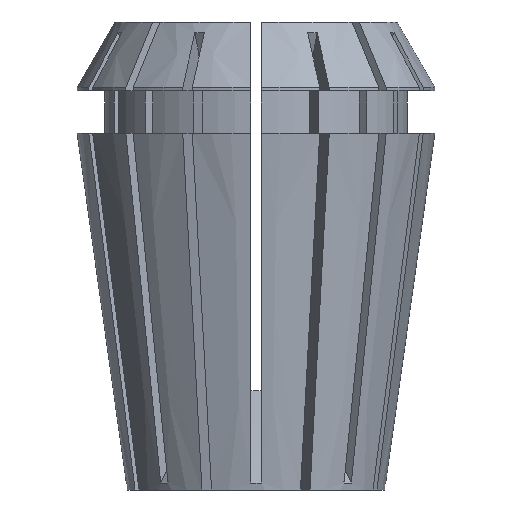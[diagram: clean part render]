
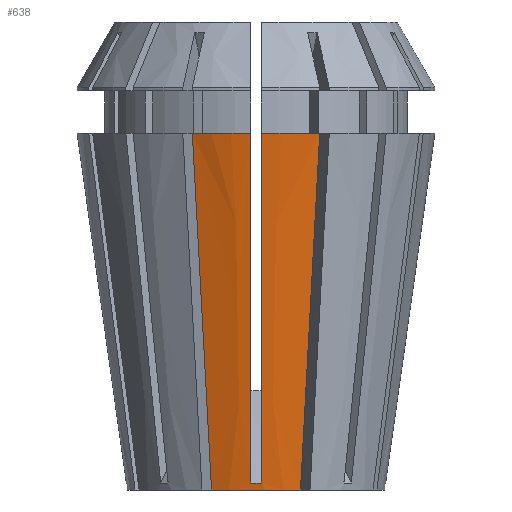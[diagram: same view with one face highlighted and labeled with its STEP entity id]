
A CAD part, left-side view. The second image highlights one B-rep face of the part: STEP entity #638.
In plain terms, the highlighted conical face has half-angle 8 degrees and reference radius 9.36 mm.
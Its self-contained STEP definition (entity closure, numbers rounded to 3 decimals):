
#232 = DIRECTION ( 'NONE',  ( -1., 0., 0. ) ) ;
#313 = CARTESIAN_POINT ( 'NONE',  ( -11.422, -0.375, 14.713 ) ) ;
#331 = CARTESIAN_POINT ( 'NONE',  ( -9.424, -0.375, 0.508 ) ) ;
#366 = CARTESIAN_POINT ( 'NONE',  ( -9.556, -0.375, 1.447 ) ) ;
#638 = ADVANCED_FACE ( 'NONE', ( #4591 ), #1501, .T. ) ;
#673 = CARTESIAN_POINT ( 'NONE',  ( -12.995, -0.375, 25.9 ) ) ;
#679 = B_SPLINE_CURVE_WITH_KNOTS ( 'NONE', 3,
 ( #3935, #723, #1586, #1527, #4861, #1918, #3573 ),
 .UNSPECIFIED., .F., .F.,
 ( 4, 3, 4 ),
 ( 0., 0.023, 0.026 ),
 .UNSPECIFIED. ) ;
#695 = CARTESIAN_POINT ( 'NONE',  ( -9.556, 0.375, 1.447 ) ) ;
#723 = CARTESIAN_POINT ( 'NONE',  ( -11.171, -4.221, 18.366 ) ) ;
#728 = CARTESIAN_POINT ( 'NONE',  ( -12.738, -0.375, 24.069 ) ) ;
#780 = CARTESIAN_POINT ( 'NONE',  ( -12.995, 0.375, 25.9 ) ) ;
#839 = ORIENTED_EDGE ( 'NONE', *, *, #955, .F. ) ;
#884 = VERTEX_POINT ( 'NONE', #4558 ) ;
#889 = AXIS2_PLACEMENT_3D ( 'NONE', #2668, #3477, #232 ) ;
#937 = VERTEX_POINT ( 'NONE', #3706 ) ;
#955 = EDGE_CURVE ( 'NONE', #884, #4378, #3361, .T. ) ;
#1090 = AXIS2_PLACEMENT_3D ( 'NONE', #3399, #2975, #3791 ) ;
#1114 = EDGE_CURVE ( 'NONE', #4752, #937, #4836, .T. ) ;
#1215 = EDGE_CURVE ( 'NONE', #5100, #5269, #2957, .T. ) ;
#1247 = CARTESIAN_POINT ( 'NONE',  ( -12.149, 4.626, 25.9 ) ) ;
#1292 = EDGE_CURVE ( 'NONE', #5269, #937, #4932, .T. ) ;
#1501 = CONICAL_SURFACE ( 'NONE', #1090, 9.36, 0.14 ) ;
#1520 = CARTESIAN_POINT ( 'NONE',  ( -12.738, 0.375, 24.069 ) ) ;
#1527 = CARTESIAN_POINT ( 'NONE',  ( -9.213, -3.41, 3.298 ) ) ;
#1550 = CARTESIAN_POINT ( 'NONE',  ( -10.621, -0.375, 9.018 ) ) ;
#1586 = CARTESIAN_POINT ( 'NONE',  ( -10.192, -3.816, 10.832 ) ) ;
#1588 = CARTESIAN_POINT ( 'NONE',  ( -12.223, -0.375, 20.408 ) ) ;
#1647 = CARTESIAN_POINT ( 'NONE',  ( -8.784, 3.233, 0. ) ) ;
#1659 = CARTESIAN_POINT ( 'NONE',  ( -8.927, 3.292, 1.099 ) ) ;
#1671 = CARTESIAN_POINT ( 'NONE',  ( -12.149, 4.626, 25.9 ) ) ;
#1709 = DIRECTION ( 'NONE',  ( -1., 0., 0. ) ) ;
#1718 = CARTESIAN_POINT ( 'NONE',  ( -8.784, -3.233, 0. ) ) ;
#1728 = CARTESIAN_POINT ( 'NONE',  ( 0., 0., 0. ) ) ;
#1918 = CARTESIAN_POINT ( 'NONE',  ( -8.927, -3.292, 1.099 ) ) ;
#1982 = CARTESIAN_POINT ( 'NONE',  ( -11.422, 0.375, 14.713 ) ) ;
#2059 = CARTESIAN_POINT ( 'NONE',  ( -11.171, 4.221, 18.366 ) ) ;
#2328 = CARTESIAN_POINT ( 'NONE',  ( -12.149, -4.626, 25.9 ) ) ;
#2353 = CARTESIAN_POINT ( 'NONE',  ( -12.995, 0.375, 25.9 ) ) ;
#2388 = CARTESIAN_POINT ( 'NONE',  ( -9.688, 0.375, 2.385 ) ) ;
#2460 = AXIS2_PLACEMENT_3D ( 'NONE', #4128, #4639, #4592 ) ;
#2529 = CARTESIAN_POINT ( 'NONE',  ( -9.424, -0.375, 0.508 ) ) ;
#2614 = EDGE_CURVE ( 'NONE', #4857, #4378, #4802, .T. ) ;
#2668 = CARTESIAN_POINT ( 'NONE',  ( 0., 0., 25.9 ) ) ;
#2762 = CARTESIAN_POINT ( 'NONE',  ( -9.688, -0.375, 2.385 ) ) ;
#2957 = CIRCLE ( 'NONE', #889, 13. ) ;
#2975 = DIRECTION ( 'NONE',  ( 0., 0., 1. ) ) ;
#3001 = ORIENTED_EDGE ( 'NONE', *, *, #4191, .F. ) ;
#3125 = ORIENTED_EDGE ( 'NONE', *, *, #3858, .T. ) ;
#3126 = CARTESIAN_POINT ( 'NONE',  ( -12.995, -0.375, 25.9 ) ) ;
#3127 = CARTESIAN_POINT ( 'NONE',  ( -10.621, 0.375, 9.018 ) ) ;
#3140 = EDGE_CURVE ( 'NONE', #5100, #884, #4761, .T. ) ;
#3361 = B_SPLINE_CURVE_WITH_KNOTS ( 'NONE', 3,
 ( #4086, #3728, #4067, #2529 ),
 .UNSPECIFIED., .F., .F.,
 ( 4, 4 ),
 ( 0., 0.001 ),
 .UNSPECIFIED. ) ;
#3399 = CARTESIAN_POINT ( 'NONE',  ( 0., 0., 0. ) ) ;
#3477 = DIRECTION ( 'NONE',  ( 0., 0., -1. ) ) ;
#3573 = CARTESIAN_POINT ( 'NONE',  ( -8.784, -3.233, 0. ) ) ;
#3701 = CARTESIAN_POINT ( 'NONE',  ( -9.07, 3.351, 2.199 ) ) ;
#3702 = ORIENTED_EDGE ( 'NONE', *, *, #1292, .T. ) ;
#3706 = CARTESIAN_POINT ( 'NONE',  ( -8.784, 3.233, 0. ) ) ;
#3728 = CARTESIAN_POINT ( 'NONE',  ( -9.433, 0.125, 0.497 ) ) ;
#3791 = DIRECTION ( 'NONE',  ( 1., 0., 0. ) ) ;
#3858 = EDGE_CURVE ( 'NONE', #4216, #4857, #4024, .T. ) ;
#3935 = CARTESIAN_POINT ( 'NONE',  ( -12.149, -4.626, 25.9 ) ) ;
#3979 = ORIENTED_EDGE ( 'NONE', *, *, #1215, .T. ) ;
#3983 = CARTESIAN_POINT ( 'NONE',  ( -9.82, -0.375, 3.323 ) ) ;
#4024 = CIRCLE ( 'NONE', #2460, 13. ) ;
#4067 = CARTESIAN_POINT ( 'NONE',  ( -9.433, -0.125, 0.497 ) ) ;
#4081 = AXIS2_PLACEMENT_3D ( 'NONE', #1728, #4141, #1709 ) ;
#4086 = CARTESIAN_POINT ( 'NONE',  ( -9.424, 0.375, 0.508 ) ) ;
#4127 = CARTESIAN_POINT ( 'NONE',  ( -9.213, 3.41, 3.298 ) ) ;
#4128 = CARTESIAN_POINT ( 'NONE',  ( 0., 0., 25.9 ) ) ;
#4141 = DIRECTION ( 'NONE',  ( 0., 0., -1. ) ) ;
#4191 = EDGE_CURVE ( 'NONE', #4216, #4752, #679, .T. ) ;
#4216 = VERTEX_POINT ( 'NONE', #2328 ) ;
#4307 = ORIENTED_EDGE ( 'NONE', *, *, #3140, .F. ) ;
#4377 = CARTESIAN_POINT ( 'NONE',  ( -12.48, 0.375, 22.239 ) ) ;
#4378 = VERTEX_POINT ( 'NONE', #4563 ) ;
#4414 = CARTESIAN_POINT ( 'NONE',  ( -9.424, 0.375, 0.508 ) ) ;
#4558 = CARTESIAN_POINT ( 'NONE',  ( -9.424, 0.375, 0.508 ) ) ;
#4563 = CARTESIAN_POINT ( 'NONE',  ( -9.424, -0.375, 0.508 ) ) ;
#4591 = FACE_OUTER_BOUND ( 'NONE', #4680, .T. ) ;
#4592 = DIRECTION ( 'NONE',  ( -1., 0., 0. ) ) ;
#4639 = DIRECTION ( 'NONE',  ( 0., 0., -1. ) ) ;
#4680 = EDGE_LOOP ( 'NONE', ( #3979, #3702, #5069, #3001, #3125, #5022, #839, #4307 ) ) ;
#4752 = VERTEX_POINT ( 'NONE', #1718 ) ;
#4761 = B_SPLINE_CURVE_WITH_KNOTS ( 'NONE', 3,
 ( #2353, #1520, #4377, #5228, #1982, #3127, #4871, #2388, #695, #4414 ),
 .UNSPECIFIED., .F., .F.,
 ( 4, 3, 3, 4 ),
 ( 0.05, 0.056, 0.073, 0.076 ),
 .UNSPECIFIED. ) ;
#4802 = B_SPLINE_CURVE_WITH_KNOTS ( 'NONE', 3,
 ( #673, #728, #5294, #1588, #313, #1550, #3983, #2762, #366, #331 ),
 .UNSPECIFIED., .F., .F.,
 ( 4, 3, 3, 4 ),
 ( 0.05, 0.056, 0.073, 0.076 ),
 .UNSPECIFIED. ) ;
#4836 = CIRCLE ( 'NONE', #4081, 9.36 ) ;
#4857 = VERTEX_POINT ( 'NONE', #3126 ) ;
#4861 = CARTESIAN_POINT ( 'NONE',  ( -9.07, -3.351, 2.199 ) ) ;
#4871 = CARTESIAN_POINT ( 'NONE',  ( -9.82, 0.375, 3.323 ) ) ;
#4932 = B_SPLINE_CURVE_WITH_KNOTS ( 'NONE', 3,
 ( #1247, #2059, #4943, #4127, #3701, #1659, #1647 ),
 .UNSPECIFIED., .F., .F.,
 ( 4, 3, 4 ),
 ( 0., 0.023, 0.026 ),
 .UNSPECIFIED. ) ;
#4943 = CARTESIAN_POINT ( 'NONE',  ( -10.192, 3.816, 10.832 ) ) ;
#5022 = ORIENTED_EDGE ( 'NONE', *, *, #2614, .T. ) ;
#5069 = ORIENTED_EDGE ( 'NONE', *, *, #1114, .F. ) ;
#5100 = VERTEX_POINT ( 'NONE', #780 ) ;
#5228 = CARTESIAN_POINT ( 'NONE',  ( -12.223, 0.375, 20.408 ) ) ;
#5269 = VERTEX_POINT ( 'NONE', #1671 ) ;
#5294 = CARTESIAN_POINT ( 'NONE',  ( -12.48, -0.375, 22.239 ) ) ;
